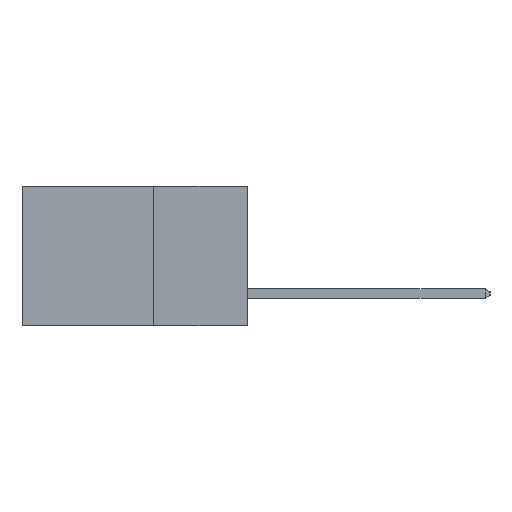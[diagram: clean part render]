
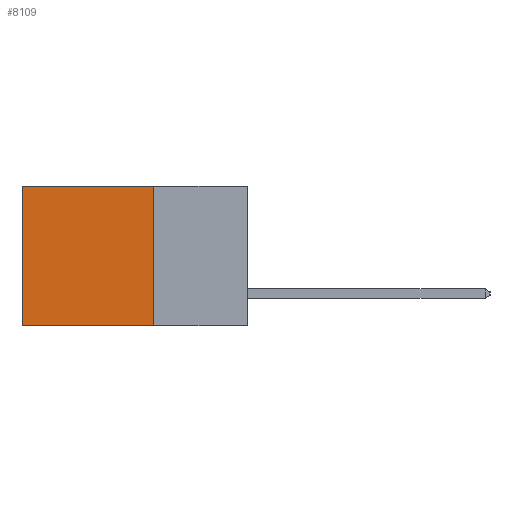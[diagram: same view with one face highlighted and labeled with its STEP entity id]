
A CAD part, left-side view. The second image highlights one B-rep face of the part: STEP entity #8109.
In plain terms, the highlighted planar face has unit normal (-1, 0, 0).
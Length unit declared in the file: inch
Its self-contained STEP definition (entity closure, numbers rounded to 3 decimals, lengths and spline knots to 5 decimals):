
#520 = CARTESIAN_POINT ( 'NONE',  ( 0.2615, 0.25, -0.37 ) ) ;
#813 = ORIENTED_EDGE ( 'NONE', *, *, #8172, .T. ) ;
#953 = CARTESIAN_POINT ( 'NONE',  ( 0.2615, 0.6, -0.37 ) ) ;
#1137 = VECTOR ( 'NONE', #9463, 39.37008 ) ;
#1373 = EDGE_LOOP ( 'NONE', ( #10500, #4057, #7733, #813 ) ) ;
#1456 = VECTOR ( 'NONE', #9960, 39.37008 ) ;
#1769 = LINE ( 'NONE', #6719, #1456 ) ;
#2108 = CARTESIAN_POINT ( 'NONE',  ( 0.2615, 0.25, -0.37 ) ) ;
#2239 = PLANE ( 'NONE',  #9168 ) ;
#2455 = VERTEX_POINT ( 'NONE', #8160 ) ;
#2501 = VECTOR ( 'NONE', #7408, 39.37008 ) ;
#2762 = VECTOR ( 'NONE', #7357, 39.37008 ) ;
#3037 = LINE ( 'NONE', #4056, #2762 ) ;
#3356 = VERTEX_POINT ( 'NONE', #2108 ) ;
#3549 = LINE ( 'NONE', #953, #1137 ) ;
#3983 = DIRECTION ( 'NONE',  ( 0., 0., -1. ) ) ;
#4056 = CARTESIAN_POINT ( 'NONE',  ( 0.2615, 0.25, 0. ) ) ;
#4057 = ORIENTED_EDGE ( 'NONE', *, *, #6985, .F. ) ;
#5093 = VERTEX_POINT ( 'NONE', #6364 ) ;
#5859 = FACE_OUTER_BOUND ( 'NONE', #1373, .T. ) ;
#6364 = CARTESIAN_POINT ( 'NONE',  ( 0.2615, 0.6, -0.37 ) ) ;
#6719 = CARTESIAN_POINT ( 'NONE',  ( 0.2615, 0.25, -0.37 ) ) ;
#6985 = EDGE_CURVE ( 'NONE', #3356, #5093, #7017, .T. ) ;
#7017 = LINE ( 'NONE', #520, #2501 ) ;
#7357 = DIRECTION ( 'NONE',  ( 0., 1., 0. ) ) ;
#7408 = DIRECTION ( 'NONE',  ( 0., 1., 0. ) ) ;
#7648 = EDGE_CURVE ( 'NONE', #2455, #3356, #1769, .T. ) ;
#7733 = ORIENTED_EDGE ( 'NONE', *, *, #7648, .F. ) ;
#8081 = CARTESIAN_POINT ( 'NONE',  ( 0.2615, 0.25, -0.37 ) ) ;
#8109 = ADVANCED_FACE ( 'NONE', ( #5859 ), #2239, .F. ) ;
#8160 = CARTESIAN_POINT ( 'NONE',  ( 0.2615, 0.25, 0. ) ) ;
#8172 = EDGE_CURVE ( 'NONE', #2455, #9011, #3037, .T. ) ;
#8700 = CARTESIAN_POINT ( 'NONE',  ( 0.2615, 0.6, 0. ) ) ;
#8912 = DIRECTION ( 'NONE',  ( 1., 0., 0. ) ) ;
#8956 = EDGE_CURVE ( 'NONE', #9011, #5093, #3549, .T. ) ;
#9011 = VERTEX_POINT ( 'NONE', #8700 ) ;
#9168 = AXIS2_PLACEMENT_3D ( 'NONE', #8081, #8912, #3983 ) ;
#9463 = DIRECTION ( 'NONE',  ( 0., 0., -1. ) ) ;
#9960 = DIRECTION ( 'NONE',  ( 0., 0., -1. ) ) ;
#10500 = ORIENTED_EDGE ( 'NONE', *, *, #8956, .T. ) ;
